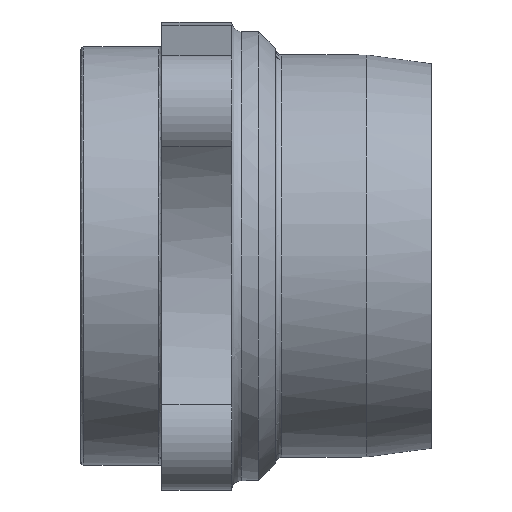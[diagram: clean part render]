
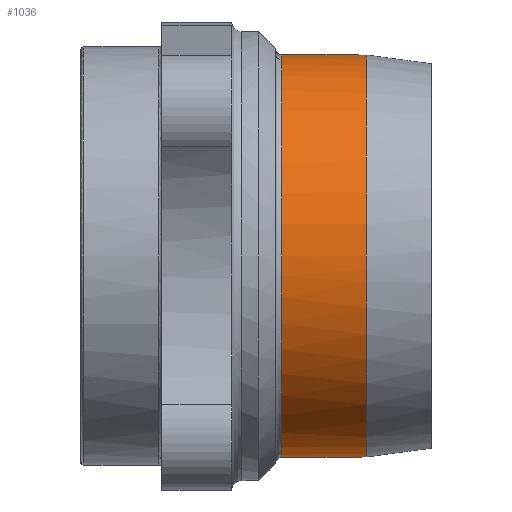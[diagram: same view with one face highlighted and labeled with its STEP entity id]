
A CAD part, left-side view. The second image highlights one B-rep face of the part: STEP entity #1036.
In plain terms, the highlighted free-form (B-spline) face has degree [2, 1] with [9, 2] control points.
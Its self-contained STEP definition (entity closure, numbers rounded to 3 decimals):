
#224 = VERTEX_POINT('',#225);
#225 = CARTESIAN_POINT('',(29.157,11.674,
    0.));
#230 = EDGE_CURVE('',#231,#224,#233,.T.);
#231 = VERTEX_POINT('',#232);
#232 = CARTESIAN_POINT('',(-29.157,11.674,
    0.));
#233 = ( BOUNDED_CURVE() B_SPLINE_CURVE(2,(#234,#235,#236,#237,#238),
.UNSPECIFIED.,.F.,.F.) B_SPLINE_CURVE_WITH_KNOTS((3,2,3),(3.142,
4.712,6.283),.PIECEWISE_BEZIER_KNOTS.) CURVE() 
GEOMETRIC_REPRESENTATION_ITEM() RATIONAL_B_SPLINE_CURVE((1.,
0.707,1.,0.707,1.)) REPRESENTATION_ITEM('') );
#234 = CARTESIAN_POINT('',(-29.157,11.674,
    0.));
#235 = CARTESIAN_POINT('',(-29.157,11.674,
    29.157));
#236 = CARTESIAN_POINT('',(0.,11.674,
    29.157));
#237 = CARTESIAN_POINT('',(29.157,11.674,
    29.157));
#238 = CARTESIAN_POINT('',(29.157,11.674,
    0.));
#240 = EDGE_CURVE('',#224,#231,#241,.T.);
#241 = ( BOUNDED_CURVE() B_SPLINE_CURVE(2,(#242,#243,#244,#245,#246),
.UNSPECIFIED.,.F.,.F.) B_SPLINE_CURVE_WITH_KNOTS((3,2,3),(0.,
1.571,3.142),.PIECEWISE_BEZIER_KNOTS.) CURVE() 
GEOMETRIC_REPRESENTATION_ITEM() RATIONAL_B_SPLINE_CURVE((1.,
0.707,1.,0.707,1.)) REPRESENTATION_ITEM('') );
#242 = CARTESIAN_POINT('',(29.157,11.674,
    0.));
#243 = CARTESIAN_POINT('',(29.157,11.674,
    -29.157));
#244 = CARTESIAN_POINT('',(0.,11.674,
    -29.157));
#245 = CARTESIAN_POINT('',(-29.157,11.674,
    -29.157));
#246 = CARTESIAN_POINT('',(-29.157,11.674,
    0.));
#983 = EDGE_CURVE('',#984,#986,#988,.T.);
#984 = VERTEX_POINT('',#985);
#985 = CARTESIAN_POINT('',(0.,23.959,
    -29.157));
#986 = VERTEX_POINT('',#987);
#987 = CARTESIAN_POINT('',(-29.157,23.959,
    0.));
#988 = ( BOUNDED_CURVE() B_SPLINE_CURVE(2,(#989,#990,#991),
.UNSPECIFIED.,.F.,.F.) B_SPLINE_CURVE_WITH_KNOTS((3,3),(4.712,
6.283),.PIECEWISE_BEZIER_KNOTS.) CURVE() 
GEOMETRIC_REPRESENTATION_ITEM() RATIONAL_B_SPLINE_CURVE((1.,
0.707,1.)) REPRESENTATION_ITEM('') );
#989 = CARTESIAN_POINT('',(0.,23.959,
    -29.157));
#990 = CARTESIAN_POINT('',(-29.157,23.959,
    -29.157));
#991 = CARTESIAN_POINT('',(-29.157,23.959,
    0.));
#1001 = EDGE_CURVE('',#986,#984,#1002,.T.);
#1002 = ( BOUNDED_CURVE() B_SPLINE_CURVE(2,(#1003,#1004,#1005,#1006,
#1007),.UNSPECIFIED.,.F.,.F.) B_SPLINE_CURVE_WITH_KNOTS((3,2,3),(0.,
2.356,4.712),.PIECEWISE_BEZIER_KNOTS.) CURVE() 
GEOMETRIC_REPRESENTATION_ITEM() RATIONAL_B_SPLINE_CURVE((1.,
0.383,1.,0.383,1.)) REPRESENTATION_ITEM('') );
#1003 = CARTESIAN_POINT('',(-29.157,23.959,
    0.));
#1004 = CARTESIAN_POINT('',(-29.157,23.959,
    70.391));
#1005 = CARTESIAN_POINT('',(20.617,23.959,
    20.617));
#1006 = CARTESIAN_POINT('',(70.391,23.959,
    -29.157));
#1007 = CARTESIAN_POINT('',(0.,23.959,
    -29.157));
#1036 = ADVANCED_FACE('',(#1037),#1049,.T.);
#1037 = FACE_BOUND('',#1038,.T.);
#1038 = EDGE_LOOP('',(#1039,#1040,#1045,#1046,#1047,#1048));
#1039 = ORIENTED_EDGE('',*,*,#1001,.F.);
#1040 = ORIENTED_EDGE('',*,*,#1041,.T.);
#1041 = EDGE_CURVE('',#986,#231,#1042,.T.);
#1042 = B_SPLINE_CURVE_WITH_KNOTS('',1,(#1043,#1044),.UNSPECIFIED.,.F.,
  .F.,(2,2),(-11.5,2.088),.PIECEWISE_BEZIER_KNOTS.);
#1043 = CARTESIAN_POINT('',(-29.157,23.959,
    0.));
#1044 = CARTESIAN_POINT('',(-29.157,11.674,
    0.));
#1045 = ORIENTED_EDGE('',*,*,#230,.T.);
#1046 = ORIENTED_EDGE('',*,*,#240,.T.);
#1047 = ORIENTED_EDGE('',*,*,#1041,.F.);
#1048 = ORIENTED_EDGE('',*,*,#983,.F.);
#1049 = ( BOUNDED_SURFACE() B_SPLINE_SURFACE(2,1,(
    (#1050,#1051)
    ,(#1052,#1053)
    ,(#1054,#1055)
    ,(#1056,#1057)
    ,(#1058,#1059)
    ,(#1060,#1061)
    ,(#1062,#1063)
    ,(#1064,#1065)
    ,(#1066,#1067
)),.UNSPECIFIED.,.T.,.F.,.F.) B_SPLINE_SURFACE_WITH_KNOTS((3,2,2,2,3),(2
    ,2),(-3.142,-2.094,0.,2.094,3.142)
,(-2.088,11.5),.UNSPECIFIED.) GEOMETRIC_REPRESENTATION_ITEM() 
RATIONAL_B_SPLINE_SURFACE((
    (0.75,0.75)
    ,(0.75,0.75)
    ,(1.,1.)
    ,(0.5,0.5)
    ,(1.,1.)
    ,(0.5,0.5)
    ,(1.,1.)
    ,(0.75,0.75)
,(0.75,0.75))) REPRESENTATION_ITEM('') SURFACE() );
#1050 = CARTESIAN_POINT('',(-29.157,11.674,
    0.));
#1051 = CARTESIAN_POINT('',(-29.157,23.959,
    0.));
#1052 = CARTESIAN_POINT('',(-29.157,11.674,
    16.834));
#1053 = CARTESIAN_POINT('',(-29.157,23.959,
    16.834));
#1054 = CARTESIAN_POINT('',(-14.579,11.674,
    25.251));
#1055 = CARTESIAN_POINT('',(-14.579,23.959,
    25.251));
#1056 = CARTESIAN_POINT('',(29.157,11.674,
    50.501));
#1057 = CARTESIAN_POINT('',(29.157,23.959,
    50.501));
#1058 = CARTESIAN_POINT('',(29.157,11.674,
    0.));
#1059 = CARTESIAN_POINT('',(29.157,23.959,
    0.));
#1060 = CARTESIAN_POINT('',(29.157,11.674,
    -50.501));
#1061 = CARTESIAN_POINT('',(29.157,23.959,
    -50.501));
#1062 = CARTESIAN_POINT('',(-14.579,11.674,
    -25.251));
#1063 = CARTESIAN_POINT('',(-14.579,23.959,
    -25.251));
#1064 = CARTESIAN_POINT('',(-29.157,11.674,
    -16.834));
#1065 = CARTESIAN_POINT('',(-29.157,23.959,
    -16.834));
#1066 = CARTESIAN_POINT('',(-29.157,11.674,
    0.));
#1067 = CARTESIAN_POINT('',(-29.157,23.959,
    0.));
